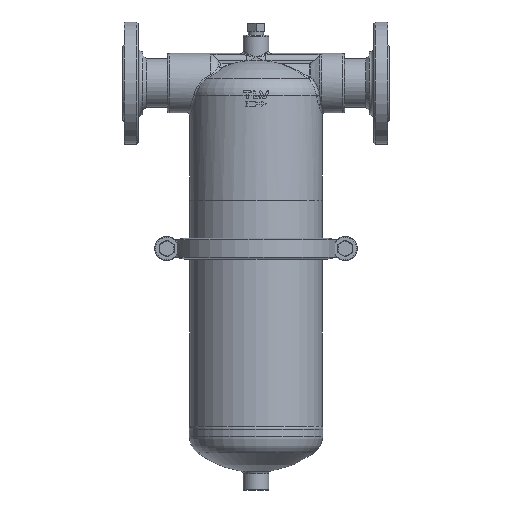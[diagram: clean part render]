
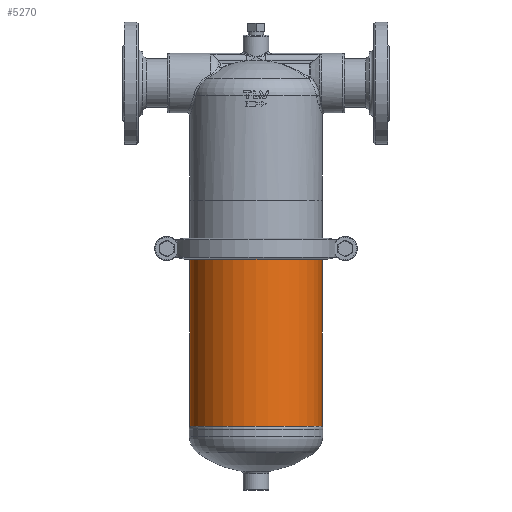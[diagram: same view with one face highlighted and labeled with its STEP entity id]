
A CAD part, front view. The second image highlights one B-rep face of the part: STEP entity #5270.
In plain terms, the highlighted cylindrical face has radius 82.6 mm (diameter 165.2 mm), a full revolution.
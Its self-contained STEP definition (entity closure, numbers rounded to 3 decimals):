
#5019=CARTESIAN_POINT('',(-82.6,0.0,-281.066));
#5020=VERTEX_POINT('',#5019);
#5021=CARTESIAN_POINT('',(0.,0.0,-281.066));
#5022=DIRECTION('',(0.0,0.0,-1.0));
#5023=DIRECTION('',(-1.0,0.0,0.0));
#5024=AXIS2_PLACEMENT_3D('',#5021,#5022,#5023);
#5025=CIRCLE('',#5024,82.6);
#5026=EDGE_CURVE('',#5020,#5020,#5025,.T.);
#5244=CARTESIAN_POINT('',(-82.6,0.0,-66.268));
#5245=VERTEX_POINT('',#5244);
#5246=CARTESIAN_POINT('',(0.,0.0,-66.268));
#5247=DIRECTION('',(0.0,0.0,-1.0));
#5248=DIRECTION('',(-1.0,0.0,0.0));
#5249=AXIS2_PLACEMENT_3D('',#5246,#5247,#5248);
#5250=CIRCLE('',#5249,82.6);
#5251=EDGE_CURVE('',#5245,#5245,#5250,.T.);
#5259=CARTESIAN_POINT('',(0.,0.0,-173.667));
#5260=DIRECTION('',(0.,0.0,-1.0));
#5261=DIRECTION('',(-1.0,0.0,0.0));
#5262=AXIS2_PLACEMENT_3D('',#5259,#5260,#5261);
#5263=CYLINDRICAL_SURFACE('',#5262,82.6);
#5264=ORIENTED_EDGE('',*,*,#5026,.F.);
#5265=EDGE_LOOP('',(#5264));
#5266=FACE_OUTER_BOUND('',#5265,.T.);
#5267=ORIENTED_EDGE('',*,*,#5251,.T.);
#5268=EDGE_LOOP('',(#5267));
#5269=FACE_BOUND('',#5268,.T.);
#5270=ADVANCED_FACE('',(#5266,#5269),#5263,.T.);
